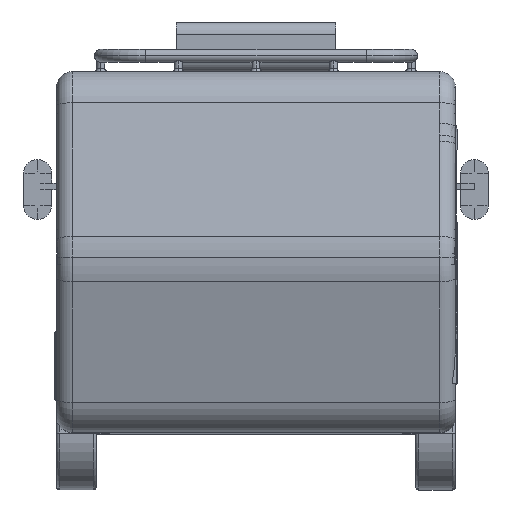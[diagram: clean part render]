
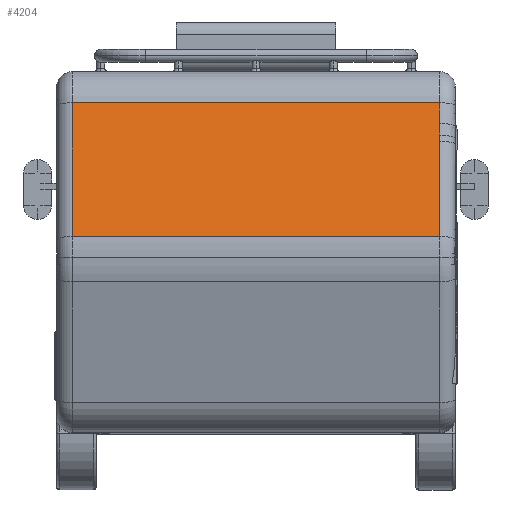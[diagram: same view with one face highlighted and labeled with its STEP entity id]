
A CAD part, top view. The second image highlights one B-rep face of the part: STEP entity #4204.
In plain terms, the highlighted planar face has unit normal (0, 0.217, 0.976).
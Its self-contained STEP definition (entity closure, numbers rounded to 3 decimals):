
#117 = DIRECTION ( 'NONE',  ( 1., 0., 0. ) ) ;
#174 = VECTOR ( 'NONE', #25000, 1000. ) ;
#633 = CARTESIAN_POINT ( 'NONE',  ( 115., 294.793, -94.269 ) ) ;
#757 = ORIENTED_EDGE ( 'NONE', *, *, #8855, .T. ) ;
#767 = CARTESIAN_POINT ( 'NONE',  ( 115., 284.915, -92.078 ) ) ;
#829 = CARTESIAN_POINT ( 'NONE',  ( 115.061, 291.76, -93.596 ) ) ;
#2299 = CARTESIAN_POINT ( 'NONE',  ( 115., 296.006, -94.538 ) ) ;
#2531 = DIRECTION ( 'NONE',  ( 0., -0.976, 0.217 ) ) ;
#4204 = ADVANCED_FACE ( 'NONE', ( #8634 ), #8838, .F. ) ;
#4274 = CARTESIAN_POINT ( 'NONE',  ( -115., 309.019, -97.425 ) ) ;
#5052 = CARTESIAN_POINT ( 'NONE',  ( 115., 286.186, -92.36 ) ) ;
#6030 = DIRECTION ( 'NONE',  ( 0., 0.976, -0.217 ) ) ;
#8245 = CARTESIAN_POINT ( 'NONE',  ( 115.012, 287.456, -92.641 ) ) ;
#8290 = LINE ( 'NONE', #34776, #31328 ) ;
#8634 = FACE_OUTER_BOUND ( 'NONE', #23665, .T. ) ;
#8636 = LINE ( 'NONE', #8839, #29181 ) ;
#8838 = PLANE ( 'NONE',  #24232 ) ;
#8839 = CARTESIAN_POINT ( 'NONE',  ( 115., 210.907, -75.658 ) ) ;
#8842 = CARTESIAN_POINT ( 'NONE',  ( 115.036, 288.726, -92.923 ) ) ;
#8855 = EDGE_CURVE ( 'NONE', #38058, #21594, #8636, .T. ) ;
#9081 = ORIENTED_EDGE ( 'NONE', *, *, #30371, .T. ) ;
#9668 = VERTEX_POINT ( 'NONE', #19292 ) ;
#10096 = EDGE_CURVE ( 'NONE', #27903, #9668, #18543, .T. ) ;
#11490 = VECTOR ( 'NONE', #11576, 1000. ) ;
#11492 = CARTESIAN_POINT ( 'NONE',  ( 115.036, 288.726, -92.923 ) ) ;
#11576 = DIRECTION ( 'NONE',  ( -1., 0., 0. ) ) ;
#12051 = ORIENTED_EDGE ( 'NONE', *, *, #18560, .T. ) ;
#12464 = DIRECTION ( 'NONE',  ( 0., -0.217, -0.976 ) ) ;
#13647 = CARTESIAN_POINT ( 'NONE',  ( 115., 296.006, -94.538 ) ) ;
#15022 = LINE ( 'NONE', #34625, #11490 ) ;
#16016 = CARTESIAN_POINT ( 'NONE',  ( -115., 225.165, -78.821 ) ) ;
#17269 = CARTESIAN_POINT ( 'NONE',  ( 115.064, 291.153, -93.462 ) ) ;
#17476 = CARTESIAN_POINT ( 'NONE',  ( 115., 284.915, -92.078 ) ) ;
#17694 = CARTESIAN_POINT ( 'NONE',  ( 115.038, 293.58, -94. ) ) ;
#18543 = LINE ( 'NONE', #33908, #174 ) ;
#18560 = EDGE_CURVE ( 'NONE', #9668, #36336, #15022, .T. ) ;
#19052 = EDGE_CURVE ( 'NONE', #36336, #19129, #8290, .T. ) ;
#19129 = VERTEX_POINT ( 'NONE', #16016 ) ;
#19292 = CARTESIAN_POINT ( 'NONE',  ( 115., 309.019, -97.425 ) ) ;
#20392 = ORIENTED_EDGE ( 'NONE', *, *, #23783, .T. ) ;
#21594 = VERTEX_POINT ( 'NONE', #767 ) ;
#22776 = LINE ( 'NONE', #35732, #39807 ) ;
#23109 = CARTESIAN_POINT ( 'NONE',  ( 115., 225.165, -78.821 ) ) ;
#23269 = CARTESIAN_POINT ( 'NONE',  ( 115.036, 288.726, -92.923 ) ) ;
#23665 = EDGE_LOOP ( 'NONE', ( #20392, #757, #37073, #9081, #38112, #12051, #30068 ) ) ;
#23783 = EDGE_CURVE ( 'NONE', #19129, #38058, #22776, .T. ) ;
#24232 = AXIS2_PLACEMENT_3D ( 'NONE', #41641, #12464, #6030 ) ;
#25000 = DIRECTION ( 'NONE',  ( 0., 0.976, -0.217 ) ) ;
#27903 = VERTEX_POINT ( 'NONE', #2299 ) ;
#29181 = VECTOR ( 'NONE', #34672, 1000. ) ;
#30068 = ORIENTED_EDGE ( 'NONE', *, *, #19052, .T. ) ;
#30071 = CARTESIAN_POINT ( 'NONE',  ( 115.057, 289.939, -93.192 ) ) ;
#30371 = EDGE_CURVE ( 'NONE', #31831, #27903, #32156, .T. ) ;
#31328 = VECTOR ( 'NONE', #2531, 1000. ) ;
#31831 = VERTEX_POINT ( 'NONE', #8842 ) ;
#32156 = B_SPLINE_CURVE_WITH_KNOTS ( 'NONE', 3,
 ( #23269, #33893, #30071, #17269, #829, #17694, #633, #13647 ),
 .UNSPECIFIED., .F., .F.,
 ( 4, 2, 2, 4 ),
 ( 0., 0.002, 0.004, 0.007 ),
 .UNSPECIFIED. ) ;
#33893 = CARTESIAN_POINT ( 'NONE',  ( 115.047, 289.333, -93.058 ) ) ;
#33908 = CARTESIAN_POINT ( 'NONE',  ( 115., 210.907, -75.658 ) ) ;
#34625 = CARTESIAN_POINT ( 'NONE',  ( 125., 309.019, -97.425 ) ) ;
#34672 = DIRECTION ( 'NONE',  ( 0., 0.976, -0.217 ) ) ;
#34776 = CARTESIAN_POINT ( 'NONE',  ( -115., 225.165, -78.821 ) ) ;
#35732 = CARTESIAN_POINT ( 'NONE',  ( 125., 225.165, -78.821 ) ) ;
#36336 = VERTEX_POINT ( 'NONE', #4274 ) ;
#36568 = B_SPLINE_CURVE_WITH_KNOTS ( 'NONE', 3,
 ( #17476, #5052, #8245, #11492 ),
 .UNSPECIFIED., .F., .F.,
 ( 4, 4 ),
 ( 0., 0.004 ),
 .UNSPECIFIED. ) ;
#37073 = ORIENTED_EDGE ( 'NONE', *, *, #40946, .T. ) ;
#38058 = VERTEX_POINT ( 'NONE', #23109 ) ;
#38112 = ORIENTED_EDGE ( 'NONE', *, *, #10096, .T. ) ;
#39807 = VECTOR ( 'NONE', #117, 1000. ) ;
#40946 = EDGE_CURVE ( 'NONE', #21594, #31831, #36568, .T. ) ;
#41641 = CARTESIAN_POINT ( 'NONE',  ( 125., 210.907, -75.658 ) ) ;
